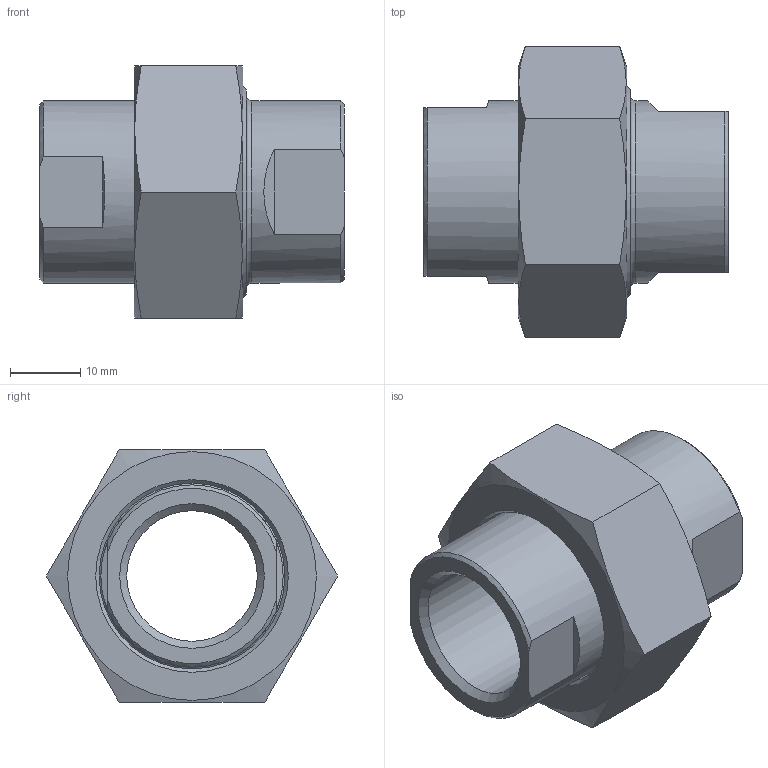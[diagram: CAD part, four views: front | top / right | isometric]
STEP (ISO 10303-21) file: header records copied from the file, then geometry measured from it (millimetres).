
FILE_DESCRIPTION(/* description */ (''),/* implementation_level */ '2;1');
FILE_NAME(/* name */ '3D_R134-DN15-DN15_17101510.stp',/* time_stamp */ '2021-06-24T13:07:17+02:00',/* author */ ('cad'),/* organization */ (''),/* preprocessor_version */ 'ST-DEVELOPER v18.1',/* originating_system */ 'Autodesk Inventor 2022',/* authorisation */ '');
FILE_SCHEMA (('AUTOMOTIVE_DESIGN { 1 0 10303 214 3 1 1 }'));
Length unit declared in the file: millimetre
Products named in the file (4): 3D_R134-DN15-DN15_17101510; 3D_R134-M-DN15_171011610; 3D_R134-E-DN15-DN15_171011010; 3D_R134-G-DN15_171011310
Assembly tree (3 placements, depth 2):
  3D_R134-DN15-DN15_17101510
    3D_R134-M-DN15_171011610
    3D_R134-E-DN15-DN15_171011010
    3D_R134-G-DN15_171011310
Bounding box: 43.5 x 41.57 x 36 mm (x, y, z)
Volume: 19416.8 mm3; surface area: 12467.7 mm2
Topology: 3 solids, 3 shells, 60 faces, 138 edges, 90 vertices
Faces by surface type: plane 26, cone 18, cylinder 9, torus 7
Full cylindrical faces by diameter (mm): 18.631 x2, 19.2 x1, 26 x2, 26.5 x1, 29.5 x1, 30.376 x1, 31.85 x1
Entity records: 1862 total; most frequent: CARTESIAN_POINT 335, DIRECTION 325, ORIENTED_EDGE 276, AXIS2_PLACEMENT_3D 140, EDGE_CURVE 138, VERTEX_POINT 90, EDGE_LOOP 72, CIRCLE 69
